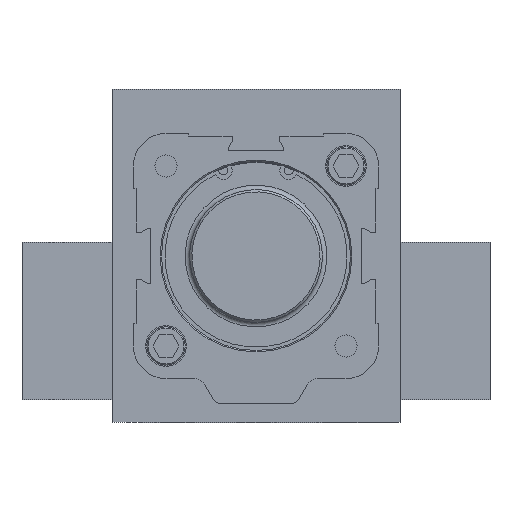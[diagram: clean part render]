
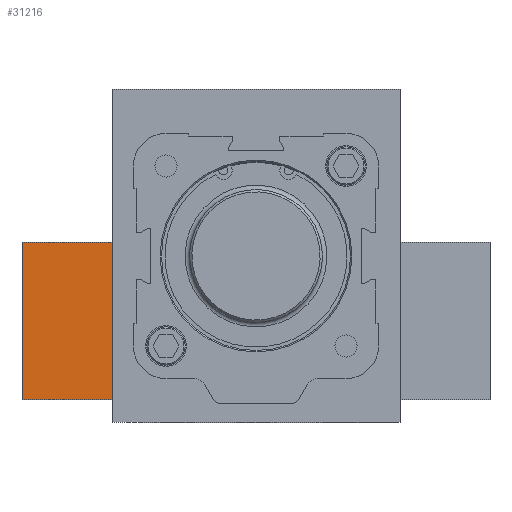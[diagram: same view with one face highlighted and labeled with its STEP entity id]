
A CAD part, left-side view. The second image highlights one B-rep face of the part: STEP entity #31216.
In plain terms, the highlighted planar face has unit normal (-1, 0, 0).
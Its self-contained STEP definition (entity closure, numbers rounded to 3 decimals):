
#133=LINE('',#41195,#1396);
#779=LINE('',#50053,#2042);
#932=LINE('',#50807,#2195);
#933=LINE('',#50809,#2196);
#1396=VECTOR('',#34843,1000.);
#2042=VECTOR('',#37227,1000.);
#2195=VECTOR('',#37530,1000.);
#2196=VECTOR('',#37533,1000.);
#6237=ORIENTED_EDGE('',*,*,#10333,.F.);
#6238=ORIENTED_EDGE('',*,*,#9199,.F.);
#6239=ORIENTED_EDGE('',*,*,#10521,.T.);
#6240=ORIENTED_EDGE('',*,*,#10522,.T.);
#9199=EDGE_CURVE('',#11890,#11891,#133,.T.);
#10333=EDGE_CURVE('',#11891,#12709,#779,.T.);
#10521=EDGE_CURVE('',#11890,#12845,#932,.T.);
#10522=EDGE_CURVE('',#12845,#12709,#933,.T.);
#11890=VERTEX_POINT('',#41194);
#11891=VERTEX_POINT('',#41196);
#12709=VERTEX_POINT('',#50054);
#12845=VERTEX_POINT('',#50806);
#15782=EDGE_LOOP('',(#6237,#6238,#6239,#6240));
#18274=FACE_BOUND('',#15782,.T.);
#20211=PLANE('',#33151);
#31216=ADVANCED_FACE('',(#18274),#20211,.T.);
#33151=AXIS2_PLACEMENT_3D('',#50808,#37531,#37532);
#34843=DIRECTION('',(0.,-1.,0.));
#37227=DIRECTION('',(0.,0.,-1.));
#37530=DIRECTION('',(0.,0.,-1.));
#37531=DIRECTION('',(-1.,0.,0.));
#37532=DIRECTION('',(0.,0.,-1.));
#37533=DIRECTION('',(0.,-1.,0.));
#41194=CARTESIAN_POINT('',(-22.,52.,3.));
#41195=CARTESIAN_POINT('',(-22.,52.,3.));
#41196=CARTESIAN_POINT('',(-22.,32.,3.));
#50053=CARTESIAN_POINT('',(-22.,32.,3.));
#50054=CARTESIAN_POINT('',(-22.,32.,-32.));
#50806=CARTESIAN_POINT('',(-22.,52.,-32.));
#50807=CARTESIAN_POINT('',(-22.,52.,3.));
#50808=CARTESIAN_POINT('',(-22.,52.,3.));
#50809=CARTESIAN_POINT('',(-22.,52.,-32.));
